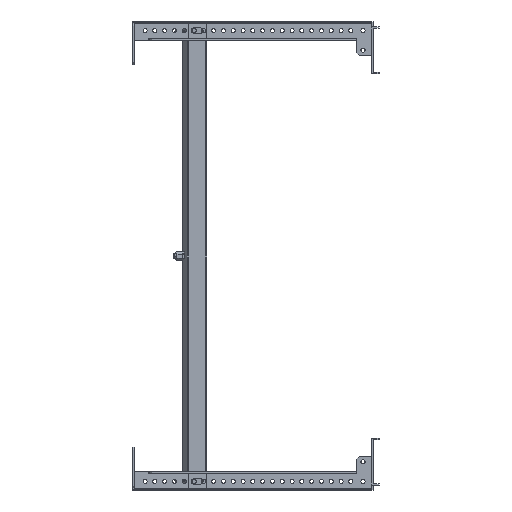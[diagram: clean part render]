
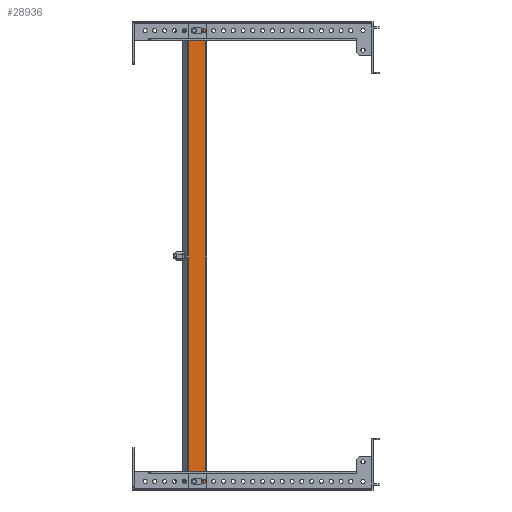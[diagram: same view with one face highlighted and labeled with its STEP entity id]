
A CAD part, front view. The second image highlights one B-rep face of the part: STEP entity #28936.
In plain terms, the highlighted planar face has unit normal (0, -1, 0).
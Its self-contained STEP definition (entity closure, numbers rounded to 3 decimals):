
#33 = VECTOR ( 'NONE', #1310, 1000. ) ;
#155 = CARTESIAN_POINT ( 'NONE',  ( 1120.302, -254., 487.5 ) ) ;
#546 = DIRECTION ( 'NONE',  ( 0., 1., 0. ) ) ;
#1310 = DIRECTION ( 'NONE',  ( 1., 0., 0. ) ) ;
#1453 = VECTOR ( 'NONE', #14797, 1000. ) ;
#1662 = ORIENTED_EDGE ( 'NONE', *, *, #1815, .T. ) ;
#1815 = EDGE_CURVE ( 'NONE', #20431, #10802, #5386, .T. ) ;
#2516 = DIRECTION ( 'NONE',  ( 1., 0., 0. ) ) ;
#3056 = DIRECTION ( 'NONE',  ( 0., -1., 0. ) ) ;
#3743 = VECTOR ( 'NONE', #11154, 1000. ) ;
#3942 = VERTEX_POINT ( 'NONE', #29991 ) ;
#4176 = DIRECTION ( 'NONE',  ( -1., 0., 0. ) ) ;
#4346 = EDGE_CURVE ( 'NONE', #27191, #13267, #20717, .T. ) ;
#4514 = EDGE_CURVE ( 'NONE', #37725, #18542, #15997, .T. ) ;
#4917 = EDGE_CURVE ( 'NONE', #3942, #20431, #27608, .T. ) ;
#5121 = CARTESIAN_POINT ( 'NONE',  ( 1112.302, -254., -91. ) ) ;
#5386 = CIRCLE ( 'NONE', #29216, 3.5 ) ;
#5580 = EDGE_LOOP ( 'NONE', ( #18997, #24873, #29295, #35852 ) ) ;
#5712 = CARTESIAN_POINT ( 'NONE',  ( 1112.302, -254., 484. ) ) ;
#6131 = VERTEX_POINT ( 'NONE', #5712 ) ;
#6165 = ORIENTED_EDGE ( 'NONE', *, *, #26058, .F. ) ;
#6253 = EDGE_CURVE ( 'NONE', #31636, #10125, #14677, .T. ) ;
#6368 = LINE ( 'NONE', #35406, #1453 ) ;
#6979 = CARTESIAN_POINT ( 'NONE',  ( 1120.302, -254., -84. ) ) ;
#7400 = DIRECTION ( 'NONE',  ( 0., -1., 0. ) ) ;
#7586 = CARTESIAN_POINT ( 'NONE',  ( 1112.302, -254., -84. ) ) ;
#7661 = ORIENTED_EDGE ( 'NONE', *, *, #15419, .T. ) ;
#8052 = CARTESIAN_POINT ( 'NONE',  ( 1105.802, -254., 497.5 ) ) ;
#8496 = CARTESIAN_POINT ( 'NONE',  ( 1112.302, -254., 484. ) ) ;
#8967 = CARTESIAN_POINT ( 'NONE',  ( 1112.302, -254., -84. ) ) ;
#9003 = CARTESIAN_POINT ( 'NONE',  ( 1150.77, -254., 200. ) ) ;
#9201 = PLANE ( 'NONE',  #37721 ) ;
#9375 = VERTEX_POINT ( 'NONE', #6979 ) ;
#9730 = EDGE_CURVE ( 'NONE', #13267, #31636, #31932, .T. ) ;
#9845 = DIRECTION ( 'NONE',  ( -1., 0., 0. ) ) ;
#10125 = VERTEX_POINT ( 'NONE', #15274 ) ;
#10389 = EDGE_LOOP ( 'NONE', ( #27733, #29068, #18263, #17472, #6165 ) ) ;
#10464 = CARTESIAN_POINT ( 'NONE',  ( 1112.302, -254., -91. ) ) ;
#10802 = VERTEX_POINT ( 'NONE', #16276 ) ;
#11154 = DIRECTION ( 'NONE',  ( -1., 0., 0. ) ) ;
#11871 = FACE_OUTER_BOUND ( 'NONE', #5580, .T. ) ;
#11876 = CARTESIAN_POINT ( 'NONE',  ( 1108.802, -254., -87.5 ) ) ;
#12013 = CARTESIAN_POINT ( 'NONE',  ( 1120.302, -254., -87.5 ) ) ;
#12531 = CARTESIAN_POINT ( 'NONE',  ( 1112.302, -254., 487.5 ) ) ;
#13172 = VECTOR ( 'NONE', #2516, 1000. ) ;
#13267 = VERTEX_POINT ( 'NONE', #11876 ) ;
#14512 = EDGE_LOOP ( 'NONE', ( #7661, #35364, #27891, #1662, #34325 ) ) ;
#14677 = LINE ( 'NONE', #5121, #22153 ) ;
#14764 = FACE_BOUND ( 'NONE', #14512, .T. ) ;
#14797 = DIRECTION ( 'NONE',  ( 0., 0., 1. ) ) ;
#15274 = CARTESIAN_POINT ( 'NONE',  ( 1120.302, -254., -91. ) ) ;
#15419 = EDGE_CURVE ( 'NONE', #6131, #17652, #29576, .T. ) ;
#15657 = EDGE_CURVE ( 'NONE', #10802, #6131, #20147, .T. ) ;
#15997 = LINE ( 'NONE', #18848, #33 ) ;
#16024 = CARTESIAN_POINT ( 'NONE',  ( 1112.302, -254., -87.5 ) ) ;
#16276 = CARTESIAN_POINT ( 'NONE',  ( 1120.302, -254., 484. ) ) ;
#17472 = ORIENTED_EDGE ( 'NONE', *, *, #20198, .F. ) ;
#17652 = VERTEX_POINT ( 'NONE', #19563 ) ;
#17747 = DIRECTION ( 'NONE',  ( -1., 0., 0. ) ) ;
#18263 = ORIENTED_EDGE ( 'NONE', *, *, #4346, .F. ) ;
#18290 = AXIS2_PLACEMENT_3D ( 'NONE', #20618, #20246, #28871 ) ;
#18542 = VERTEX_POINT ( 'NONE', #20276 ) ;
#18848 = CARTESIAN_POINT ( 'NONE',  ( 1105.802, -254., 497.5 ) ) ;
#18997 = ORIENTED_EDGE ( 'NONE', *, *, #4514, .F. ) ;
#19318 = CIRCLE ( 'NONE', #24171, 3.5 ) ;
#19563 = CARTESIAN_POINT ( 'NONE',  ( 1108.802, -254., 487.5 ) ) ;
#19846 = VERTEX_POINT ( 'NONE', #28031 ) ;
#20147 = LINE ( 'NONE', #8496, #3743 ) ;
#20198 = EDGE_CURVE ( 'NONE', #9375, #27191, #32480, .T. ) ;
#20246 = DIRECTION ( 'NONE',  ( 0., -1., 0. ) ) ;
#20276 = CARTESIAN_POINT ( 'NONE',  ( 1128.304, -254., 497.5 ) ) ;
#20357 = DIRECTION ( 'NONE',  ( 0., 1., 0. ) ) ;
#20431 = VERTEX_POINT ( 'NONE', #37036 ) ;
#20476 = FACE_BOUND ( 'NONE', #10389, .T. ) ;
#20618 = CARTESIAN_POINT ( 'NONE',  ( 1112.302, -254., -87.5 ) ) ;
#20717 = CIRCLE ( 'NONE', #18290, 3.5 ) ;
#21812 = CARTESIAN_POINT ( 'NONE',  ( 1105.802, -254., -97.5 ) ) ;
#22153 = VECTOR ( 'NONE', #25740, 1000. ) ;
#22930 = VECTOR ( 'NONE', #4176, 1000. ) ;
#23539 = VECTOR ( 'NONE', #36138, 1000. ) ;
#23976 = EDGE_CURVE ( 'NONE', #19846, #18542, #6368, .T. ) ;
#24171 = AXIS2_PLACEMENT_3D ( 'NONE', #12531, #35990, #9845 ) ;
#24873 = ORIENTED_EDGE ( 'NONE', *, *, #36037, .F. ) ;
#25204 = AXIS2_PLACEMENT_3D ( 'NONE', #16024, #7400, #28253 ) ;
#25740 = DIRECTION ( 'NONE',  ( 1., 0., 0. ) ) ;
#25831 = DIRECTION ( 'NONE',  ( 1., 0., 0. ) ) ;
#26058 = EDGE_CURVE ( 'NONE', #10125, #9375, #36861, .T. ) ;
#26217 = DIRECTION ( 'NONE',  ( 0., 1., 0. ) ) ;
#26688 = CARTESIAN_POINT ( 'NONE',  ( 1112.302, -254., 487.5 ) ) ;
#27128 = EDGE_CURVE ( 'NONE', #19846, #34607, #30519, .T. ) ;
#27191 = VERTEX_POINT ( 'NONE', #7586 ) ;
#27608 = LINE ( 'NONE', #30636, #13172 ) ;
#27733 = ORIENTED_EDGE ( 'NONE', *, *, #6253, .F. ) ;
#27891 = ORIENTED_EDGE ( 'NONE', *, *, #4917, .T. ) ;
#28031 = CARTESIAN_POINT ( 'NONE',  ( 1128.304, -254., -97.5 ) ) ;
#28253 = DIRECTION ( 'NONE',  ( -1., 0., 0. ) ) ;
#28871 = DIRECTION ( 'NONE',  ( -1., 0., 0. ) ) ;
#28936 = ADVANCED_FACE ( 'NONE', ( #11871, #20476, #14764 ), #9201, .F. ) ;
#29068 = ORIENTED_EDGE ( 'NONE', *, *, #9730, .F. ) ;
#29216 = AXIS2_PLACEMENT_3D ( 'NONE', #155, #20357, #32019 ) ;
#29295 = ORIENTED_EDGE ( 'NONE', *, *, #27128, .F. ) ;
#29576 = CIRCLE ( 'NONE', #35036, 3.5 ) ;
#29991 = CARTESIAN_POINT ( 'NONE',  ( 1112.302, -254., 491. ) ) ;
#30228 = LINE ( 'NONE', #21812, #23539 ) ;
#30333 = CARTESIAN_POINT ( 'NONE',  ( 1150.146, -254., -97.5 ) ) ;
#30519 = LINE ( 'NONE', #30333, #22930 ) ;
#30636 = CARTESIAN_POINT ( 'NONE',  ( 1112.302, -254., 491. ) ) ;
#31636 = VERTEX_POINT ( 'NONE', #10464 ) ;
#31932 = CIRCLE ( 'NONE', #25204, 3.5 ) ;
#32019 = DIRECTION ( 'NONE',  ( -1., 0., 0. ) ) ;
#32480 = LINE ( 'NONE', #8967, #37350 ) ;
#34325 = ORIENTED_EDGE ( 'NONE', *, *, #15657, .T. ) ;
#34607 = VERTEX_POINT ( 'NONE', #35214 ) ;
#34847 = EDGE_CURVE ( 'NONE', #17652, #3942, #19318, .T. ) ;
#35036 = AXIS2_PLACEMENT_3D ( 'NONE', #26688, #546, #35827 ) ;
#35148 = DIRECTION ( 'NONE',  ( -1., 0., 0. ) ) ;
#35214 = CARTESIAN_POINT ( 'NONE',  ( 1105.802, -254., -97.5 ) ) ;
#35364 = ORIENTED_EDGE ( 'NONE', *, *, #34847, .T. ) ;
#35406 = CARTESIAN_POINT ( 'NONE',  ( 1128.304, -254., -100.859 ) ) ;
#35827 = DIRECTION ( 'NONE',  ( -1., 0., 0. ) ) ;
#35852 = ORIENTED_EDGE ( 'NONE', *, *, #23976, .T. ) ;
#35990 = DIRECTION ( 'NONE',  ( 0., 1., 0. ) ) ;
#36037 = EDGE_CURVE ( 'NONE', #34607, #37725, #30228, .T. ) ;
#36138 = DIRECTION ( 'NONE',  ( 0., 0., 1. ) ) ;
#36861 = CIRCLE ( 'NONE', #36951, 3.5 ) ;
#36951 = AXIS2_PLACEMENT_3D ( 'NONE', #12013, #3056, #17747 ) ;
#37036 = CARTESIAN_POINT ( 'NONE',  ( 1120.302, -254., 491. ) ) ;
#37350 = VECTOR ( 'NONE', #35148, 1000. ) ;
#37721 = AXIS2_PLACEMENT_3D ( 'NONE', #9003, #26217, #25831 ) ;
#37725 = VERTEX_POINT ( 'NONE', #8052 ) ;
